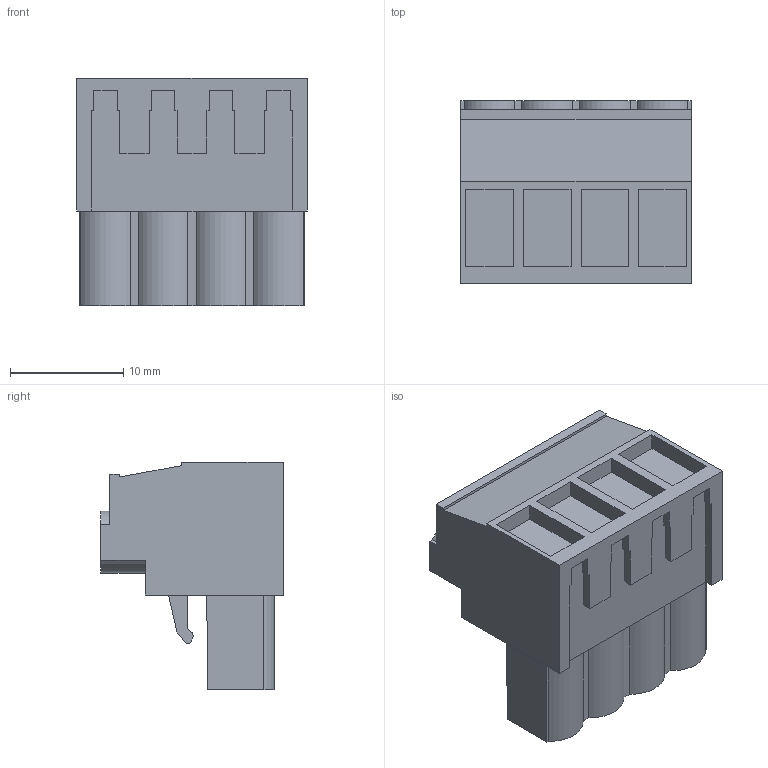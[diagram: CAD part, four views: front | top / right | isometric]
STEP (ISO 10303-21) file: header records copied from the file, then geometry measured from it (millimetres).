
FILE_DESCRIPTION(('CATIA V5 STEP','CAx-IF Rec.Pracs.--- Model Styling and Organization---1.2---2011-12-15'),'2;1');
FILE_NAME ('D1459891_0_1943830000_1943830000.stp','2017-05-22T12:42:58+00:00',('none'),('Weidmueller'),'CATIA Version 5-6 Release 2014','CATIA V5 STEP AP214','none');
FILE_SCHEMA(('AUTOMOTIVE_DESIGN { 1 0 10303 214 1 1 1 1 }'));
Length unit declared in the file: millimetre
Products named in the file (1): 1943830000
Bounding box: 20.32 x 16.1 x 20.05 mm (x, y, z)
Volume: 3810 mm3; surface area: 2722.8 mm2
Topology: 5 solids, 5 shells, 296 faces, 825 edges, 556 vertices
Faces by surface type: plane 256, cylinder 40
Entity records: 9093 total; most frequent: CARTESIAN_POINT 1690, ORIENTED_EDGE 1650, DIRECTION 1289, EDGE_CURVE 825, VECTOR 729, LINE 729, VERTEX_POINT 556, AXIS2_PLACEMENT_3D 325
